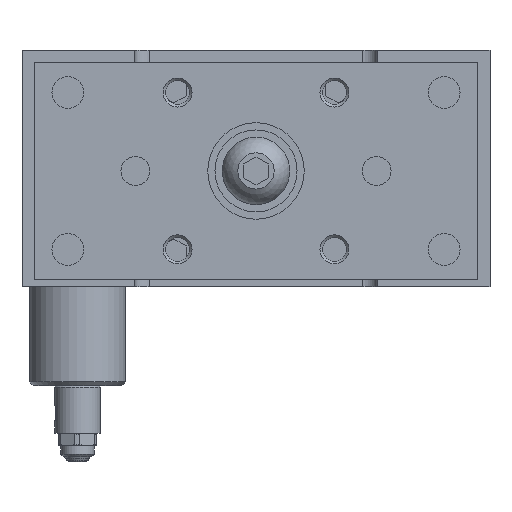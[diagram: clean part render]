
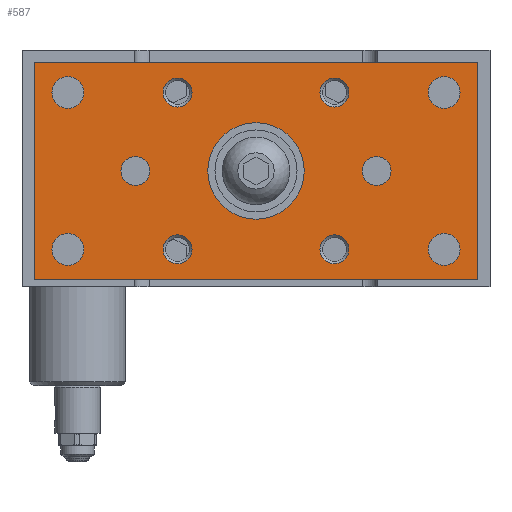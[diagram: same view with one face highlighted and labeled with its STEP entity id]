
A CAD part, left-side view. The second image highlights one B-rep face of the part: STEP entity #587.
In plain terms, the highlighted planar face has unit normal (-1, 0, 0).
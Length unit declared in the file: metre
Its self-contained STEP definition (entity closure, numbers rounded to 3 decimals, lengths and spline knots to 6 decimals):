
#587 = ADVANCED_FACE( '', ( #1590, #1591, #1592, #1593, #1594, #1595, #1596, #1597, #1598, #1599, #1600, #1601 ), #1602, .T. );
#1590 = FACE_OUTER_BOUND( '', #3229, .T. );
#1591 = FACE_BOUND( '', #3230, .T. );
#1592 = FACE_BOUND( '', #3231, .T. );
#1593 = FACE_BOUND( '', #3232, .T. );
#1594 = FACE_BOUND( '', #3233, .T. );
#1595 = FACE_BOUND( '', #3234, .T. );
#1596 = FACE_BOUND( '', #3235, .T. );
#1597 = FACE_BOUND( '', #3236, .T. );
#1598 = FACE_BOUND( '', #3237, .T. );
#1599 = FACE_BOUND( '', #3238, .T. );
#1600 = FACE_BOUND( '', #3239, .T. );
#1601 = FACE_BOUND( '', #3240, .T. );
#1602 = PLANE( '', #3241 );
#3229 = EDGE_LOOP( '', ( #5050, #5051, #5052, #5053 ) );
#3230 = EDGE_LOOP( '', ( #5054 ) );
#3231 = EDGE_LOOP( '', ( #5055 ) );
#3232 = EDGE_LOOP( '', ( #5056 ) );
#3233 = EDGE_LOOP( '', ( #5057 ) );
#3234 = EDGE_LOOP( '', ( #5058 ) );
#3235 = EDGE_LOOP( '', ( #5059 ) );
#3236 = EDGE_LOOP( '', ( #5060 ) );
#3237 = EDGE_LOOP( '', ( #5061 ) );
#3238 = EDGE_LOOP( '', ( #5062 ) );
#3239 = EDGE_LOOP( '', ( #5063 ) );
#3240 = EDGE_LOOP( '', ( #5064 ) );
#3241 = AXIS2_PLACEMENT_3D( '', #5065, #5066, #5067 );
#5050 = ORIENTED_EDGE( '', *, *, #8153, .T. );
#5051 = ORIENTED_EDGE( '', *, *, #8154, .T. );
#5052 = ORIENTED_EDGE( '', *, *, #8155, .T. );
#5053 = ORIENTED_EDGE( '', *, *, #8156, .T. );
#5054 = ORIENTED_EDGE( '', *, *, #8157, .T. );
#5055 = ORIENTED_EDGE( '', *, *, #8158, .F. );
#5056 = ORIENTED_EDGE( '', *, *, #8159, .F. );
#5057 = ORIENTED_EDGE( '', *, *, #8160, .T. );
#5058 = ORIENTED_EDGE( '', *, *, #8161, .T. );
#5059 = ORIENTED_EDGE( '', *, *, #8162, .F. );
#5060 = ORIENTED_EDGE( '', *, *, #8163, .T. );
#5061 = ORIENTED_EDGE( '', *, *, #8037, .F. );
#5062 = ORIENTED_EDGE( '', *, *, #8164, .F. );
#5063 = ORIENTED_EDGE( '', *, *, #7936, .T. );
#5064 = ORIENTED_EDGE( '', *, *, #8165, .T. );
#5065 = CARTESIAN_POINT( '', ( -0.019, -0.046, -0.0025 ) );
#5066 = DIRECTION( '', ( -1., 0., 0. ) );
#5067 = DIRECTION( '', ( 0., 0., 1. ) );
#7936 = EDGE_CURVE( '', #9161, #9161, #9162, .T. );
#8037 = EDGE_CURVE( '', #9333, #9333, #9334, .T. );
#8153 = EDGE_CURVE( '', #9525, #9526, #9527, .T. );
#8154 = EDGE_CURVE( '', #9526, #9528, #9529, .T. );
#8155 = EDGE_CURVE( '', #9528, #9530, #9531, .T. );
#8156 = EDGE_CURVE( '', #9530, #9525, #9532, .T. );
#8157 = EDGE_CURVE( '', #9533, #9533, #9534, .T. );
#8158 = EDGE_CURVE( '', #9535, #9535, #9536, .T. );
#8159 = EDGE_CURVE( '', #9537, #9537, #9538, .T. );
#8160 = EDGE_CURVE( '', #9539, #9539, #9540, .T. );
#8161 = EDGE_CURVE( '', #9541, #9541, #9542, .T. );
#8162 = EDGE_CURVE( '', #9543, #9543, #9544, .T. );
#8163 = EDGE_CURVE( '', #9545, #9545, #9546, .T. );
#8164 = EDGE_CURVE( '', #9547, #9547, #9548, .T. );
#8165 = EDGE_CURVE( '', #9549, #9549, #9550, .T. );
#9161 = VERTEX_POINT( '', #10946 );
#9162 = CIRCLE( '', #10947, 0.003 );
#9333 = VERTEX_POINT( '', #11216 );
#9334 = CIRCLE( '', #11217, 0.003 );
#9525 = VERTEX_POINT( '', #11590 );
#9526 = VERTEX_POINT( '', #11591 );
#9527 = LINE( '', #11592, #11593 );
#9528 = VERTEX_POINT( '', #11594 );
#9529 = LINE( '', #11595, #11596 );
#9530 = VERTEX_POINT( '', #11597 );
#9531 = LINE( '', #11598, #11599 );
#9532 = LINE( '', #11600, #11601 );
#9533 = VERTEX_POINT( '', #11602 );
#9534 = CIRCLE( '', #11603, 0.0033 );
#9535 = VERTEX_POINT( '', #11604 );
#9536 = CIRCLE( '', #11605, 0.0033 );
#9537 = VERTEX_POINT( '', #11606 );
#9538 = CIRCLE( '', #11607, 0.0033 );
#9539 = VERTEX_POINT( '', #11608 );
#9540 = CIRCLE( '', #11609, 0.0033 );
#9541 = VERTEX_POINT( '', #11610 );
#9542 = CIRCLE( '', #11611, 0.003 );
#9543 = VERTEX_POINT( '', #11612 );
#9544 = CIRCLE( '', #11613, 0.003 );
#9545 = VERTEX_POINT( '', #11614 );
#9546 = CIRCLE( '', #11615, 0.003 );
#9547 = VERTEX_POINT( '', #11616 );
#9548 = CIRCLE( '', #11617, 0.003 );
#9549 = VERTEX_POINT( '', #11618 );
#9550 = CIRCLE( '', #11619, 0.01 );
#10946 = CARTESIAN_POINT( '', ( -0.019, -0.01925, -0.04125 ) );
#10947 = AXIS2_PLACEMENT_3D( '', #13695, #13696, #13697 );
#11216 = CARTESIAN_POINT( '', ( -0.019, -0.01925, -0.00875 ) );
#11217 = AXIS2_PLACEMENT_3D( '', #13847, #13848, #13849 );
#11590 = CARTESIAN_POINT( '', ( -0.019, -0.046, -0.0475 ) );
#11591 = CARTESIAN_POINT( '', ( -0.019, -0.046, -0.0025 ) );
#11592 = CARTESIAN_POINT( '', ( -0.019, -0.046, -0.0475 ) );
#11593 = VECTOR( '', #14011, 1. );
#11594 = CARTESIAN_POINT( '', ( -0.019, 0.046, -0.0025 ) );
#11595 = CARTESIAN_POINT( '', ( -0.019, -0.046, -0.0025 ) );
#11596 = VECTOR( '', #14012, 1. );
#11597 = CARTESIAN_POINT( '', ( -0.019, 0.046, -0.0475 ) );
#11598 = CARTESIAN_POINT( '', ( -0.019, 0.046, -0.0025 ) );
#11599 = VECTOR( '', #14013, 1. );
#11600 = CARTESIAN_POINT( '', ( -0.019, 0.046, -0.0475 ) );
#11601 = VECTOR( '', #14014, 1. );
#11602 = CARTESIAN_POINT( '', ( -0.019, 0.0357, -0.00875 ) );
#11603 = AXIS2_PLACEMENT_3D( '', #14015, #14016, #14017 );
#11604 = CARTESIAN_POINT( '', ( -0.019, -0.0357, -0.00875 ) );
#11605 = AXIS2_PLACEMENT_3D( '', #14018, #14019, #14020 );
#11606 = CARTESIAN_POINT( '', ( -0.019, 0.0357, -0.04125 ) );
#11607 = AXIS2_PLACEMENT_3D( '', #14021, #14022, #14023 );
#11608 = CARTESIAN_POINT( '', ( -0.019, -0.0357, -0.04125 ) );
#11609 = AXIS2_PLACEMENT_3D( '', #14024, #14025, #14026 );
#11610 = CARTESIAN_POINT( '', ( -0.019, 0.028, -0.025 ) );
#11611 = AXIS2_PLACEMENT_3D( '', #14027, #14028, #14029 );
#11612 = CARTESIAN_POINT( '', ( -0.019, -0.028, -0.025 ) );
#11613 = AXIS2_PLACEMENT_3D( '', #14030, #14031, #14032 );
#11614 = CARTESIAN_POINT( '', ( -0.019, 0.01925, -0.00875 ) );
#11615 = AXIS2_PLACEMENT_3D( '', #14033, #14034, #14035 );
#11616 = CARTESIAN_POINT( '', ( -0.019, 0.01925, -0.04125 ) );
#11617 = AXIS2_PLACEMENT_3D( '', #14036, #14037, #14038 );
#11618 = CARTESIAN_POINT( '', ( -0.019, 0.01, -0.025 ) );
#11619 = AXIS2_PLACEMENT_3D( '', #14039, #14040, #14041 );
#13695 = CARTESIAN_POINT( '', ( -0.019, -0.01625, -0.04125 ) );
#13696 = DIRECTION( '', ( 1., 0., 0. ) );
#13697 = DIRECTION( '', ( 0., -1., 0. ) );
#13847 = CARTESIAN_POINT( '', ( -0.019, -0.01625, -0.00875 ) );
#13848 = DIRECTION( '', ( -1., 0., 0. ) );
#13849 = DIRECTION( '', ( 0., -1., 0. ) );
#14011 = DIRECTION( '', ( 0., 0., 1. ) );
#14012 = DIRECTION( '', ( 0., 1., 0. ) );
#14013 = DIRECTION( '', ( 0., 0., -1. ) );
#14014 = DIRECTION( '', ( 0., -1., 0. ) );
#14015 = CARTESIAN_POINT( '', ( -0.019, 0.039, -0.00875 ) );
#14016 = DIRECTION( '', ( 1., 0., 0. ) );
#14017 = DIRECTION( '', ( 0., -1., 0. ) );
#14018 = CARTESIAN_POINT( '', ( -0.019, -0.039, -0.00875 ) );
#14019 = DIRECTION( '', ( -1., 0., 0. ) );
#14020 = DIRECTION( '', ( 0., 1., 0. ) );
#14021 = CARTESIAN_POINT( '', ( -0.019, 0.039, -0.04125 ) );
#14022 = DIRECTION( '', ( -1., 0., 0. ) );
#14023 = DIRECTION( '', ( 0., -1., 0. ) );
#14024 = CARTESIAN_POINT( '', ( -0.019, -0.039, -0.04125 ) );
#14025 = DIRECTION( '', ( 1., 0., 0. ) );
#14026 = DIRECTION( '', ( 0., 1., 0. ) );
#14027 = CARTESIAN_POINT( '', ( -0.019, 0.025, -0.025 ) );
#14028 = DIRECTION( '', ( 1., 0., 0. ) );
#14029 = DIRECTION( '', ( 0., 1., 0. ) );
#14030 = CARTESIAN_POINT( '', ( -0.019, -0.025, -0.025 ) );
#14031 = DIRECTION( '', ( -1., 0., 0. ) );
#14032 = DIRECTION( '', ( 0., -1., 0. ) );
#14033 = CARTESIAN_POINT( '', ( -0.019, 0.01625, -0.00875 ) );
#14034 = DIRECTION( '', ( 1., 0., 0. ) );
#14035 = DIRECTION( '', ( 0., 1., 0. ) );
#14036 = CARTESIAN_POINT( '', ( -0.019, 0.01625, -0.04125 ) );
#14037 = DIRECTION( '', ( -1., 0., 0. ) );
#14038 = DIRECTION( '', ( 0., 1., 0. ) );
#14039 = CARTESIAN_POINT( '', ( -0.019, 0., -0.025 ) );
#14040 = DIRECTION( '', ( 1., 0., 0. ) );
#14041 = DIRECTION( '', ( 0., 1., 0. ) );
